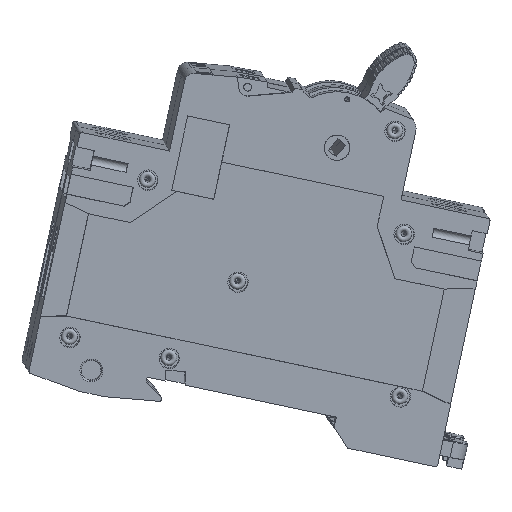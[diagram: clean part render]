
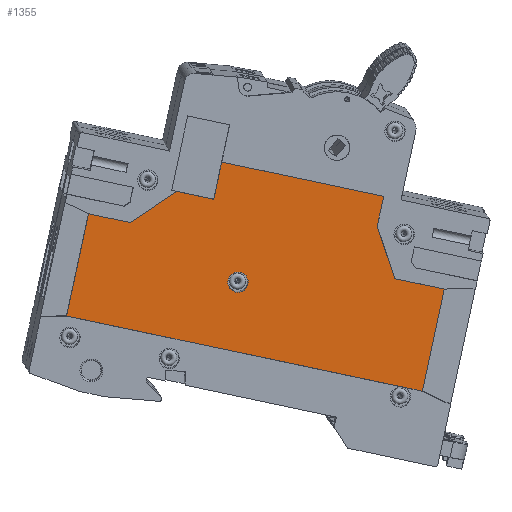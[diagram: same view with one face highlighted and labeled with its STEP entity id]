
A CAD part, front view. The second image highlights one B-rep face of the part: STEP entity #1355.
In plain terms, the highlighted face is planar.
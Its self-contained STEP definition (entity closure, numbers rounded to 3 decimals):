
#1355=ADVANCED_FACE('',(#4020,#4022),#4024,.T.);
#4020=FACE_BOUND('',#4021,.T.);
#4021=EDGE_LOOP('',(#14035,#14036,#14037,#14038,#14039,#14040,#14041,#14042,#14043,
#14044,#14045));
#4022=FACE_BOUND('',#4023,.T.);
#4023=EDGE_LOOP('',(#14046));
#4024=PLANE('',#4025);
#4025=AXIS2_PLACEMENT_3D('',#4026,#4027,#4028);
#4026=CARTESIAN_POINT('',(0.,0.3,0.));
#4027=DIRECTION('',(0.,-1.,0.));
#4028=DIRECTION('',(1.,0.,0.));
#14035=ORIENTED_EDGE('',*,*,#19607,.T.);
#14036=ORIENTED_EDGE('',*,*,#19606,.T.);
#14037=ORIENTED_EDGE('',*,*,#19603,.T.);
#14038=ORIENTED_EDGE('',*,*,#19855,.F.);
#14039=ORIENTED_EDGE('',*,*,#19856,.T.);
#14040=ORIENTED_EDGE('',*,*,#19857,.F.);
#14041=ORIENTED_EDGE('',*,*,#19624,.T.);
#14042=ORIENTED_EDGE('',*,*,#19622,.T.);
#14043=ORIENTED_EDGE('',*,*,#19620,.T.);
#14044=ORIENTED_EDGE('',*,*,#19618,.T.);
#14045=ORIENTED_EDGE('',*,*,#19616,.T.);
#14046=ORIENTED_EDGE('',*,*,#19858,.T.);
#19603=EDGE_CURVE('',#22820,#22815,#22821,.T.);
#19606=EDGE_CURVE('',#22823,#22820,#22825,.T.);
#19607=EDGE_CURVE('',#22826,#22823,#22827,.F.);
#19616=EDGE_CURVE('',#22840,#22826,#22841,.F.);
#19618=EDGE_CURVE('',#22843,#22840,#22844,.T.);
#19620=EDGE_CURVE('',#22846,#22843,#22847,.T.);
#19622=EDGE_CURVE('',#22849,#22846,#22850,.T.);
#19624=EDGE_CURVE('',#22852,#22849,#22853,.T.);
#19855=EDGE_CURVE('',#23155,#22815,#23232,.F.);
#19856=EDGE_CURVE('',#23155,#23233,#23234,.T.);
#19857=EDGE_CURVE('',#22852,#23233,#23235,.F.);
#19858=EDGE_CURVE('',#23236,#23236,#23237,.F.);
#22815=VERTEX_POINT('',#28481);
#22820=VERTEX_POINT('',#28492);
#22821=LINE('',#28493,#28494);
#22823=VERTEX_POINT('',#28499);
#22825=LINE('',#28503,#28504);
#22826=VERTEX_POINT('',#28506);
#22827=LINE('',#28507,#28508);
#22840=VERTEX_POINT('',#28538);
#22841=LINE('',#28539,#28540);
#22843=VERTEX_POINT('',#28545);
#22844=LINE('',#28546,#28547);
#22846=VERTEX_POINT('',#28552);
#22847=LINE('',#28553,#28554);
#22849=VERTEX_POINT('',#28559);
#22850=LINE('',#28560,#28561);
#22852=VERTEX_POINT('',#28566);
#22853=LINE('',#28567,#28568);
#23155=VERTEX_POINT('',#29259);
#23232=LINE('',#29441,#29442);
#23233=VERTEX_POINT('',#29444);
#23234=LINE('',#29445,#29446);
#23235=LINE('',#29448,#29449);
#23236=VERTEX_POINT('',#29451);
#23237=CIRCLE('',#29452,2.);
#28481=CARTESIAN_POINT('',(49.4,0.3,-23.4));
#28492=CARTESIAN_POINT('',(57.782,0.3,-23.4));
#28493=CARTESIAN_POINT('',(57.782,0.3,-23.4));
#28494=VECTOR('',#28495,1.);
#28495=DIRECTION('',(-1.,0.,0.));
#28499=CARTESIAN_POINT('',(65.388,0.3,-15.512));
#28503=CARTESIAN_POINT('',(65.388,0.3,-15.512));
#28504=VECTOR('',#28505,1.);
#28505=DIRECTION('',(-0.694,0.,-0.72));
#28506=CARTESIAN_POINT('',(72.9,0.3,-15.512));
#28507=CARTESIAN_POINT('',(65.388,0.3,-15.512));
#28508=VECTOR('',#28509,1.);
#28509=DIRECTION('',(1.,0.,0.));
#28538=CARTESIAN_POINT('',(72.9,0.3,-8.));
#28539=CARTESIAN_POINT('',(72.9,0.3,-15.512));
#28540=VECTOR('',#28541,1.);
#28541=DIRECTION('',(0.,0.,1.));
#28545=CARTESIAN_POINT('',(105.507,0.3,-8.));
#28546=CARTESIAN_POINT('',(105.507,0.3,-8.));
#28547=VECTOR('',#28548,1.);
#28548=DIRECTION('',(-1.,0.,0.));
#28552=CARTESIAN_POINT('',(105.507,0.3,-14.04));
#28553=CARTESIAN_POINT('',(105.507,0.3,-14.04));
#28554=VECTOR('',#28555,1.);
#28555=DIRECTION('',(0.,0.,1.));
#28559=CARTESIAN_POINT('',(111.033,0.3,-23.404));
#28560=CARTESIAN_POINT('',(111.033,0.3,-23.404));
#28561=VECTOR('',#28562,1.);
#28562=DIRECTION('',(-0.508,0.,0.861));
#28566=CARTESIAN_POINT('',(121.,0.3,-23.405));
#28567=CARTESIAN_POINT('',(121.,0.3,-23.405));
#28568=VECTOR('',#28569,1.);
#28569=DIRECTION('',(-1.,0.,0.));
#29259=CARTESIAN_POINT('',(49.4,0.3,-44.));
#29441=CARTESIAN_POINT('',(49.4,0.3,-23.4));
#29442=VECTOR('',#29443,1.);
#29443=DIRECTION('',(0.,0.,-1.));
#29444=CARTESIAN_POINT('',(121.,0.3,-44.));
#29445=CARTESIAN_POINT('',(49.4,0.3,-44.));
#29446=VECTOR('',#29447,1.);
#29447=DIRECTION('',(1.,0.,0.));
#29448=CARTESIAN_POINT('',(121.,0.3,-44.));
#29449=VECTOR('',#29450,1.);
#29450=DIRECTION('',(0.,0.,1.));
#29451=CARTESIAN_POINT('',(83.,0.3,-30.5));
#29452=AXIS2_PLACEMENT_3D('',#29453,#29454,#29455);
#29453=CARTESIAN_POINT('',(81.,0.3,-30.5));
#29454=DIRECTION('',(0.,-1.,0.));
#29455=DIRECTION('',(1.,0.,0.));
